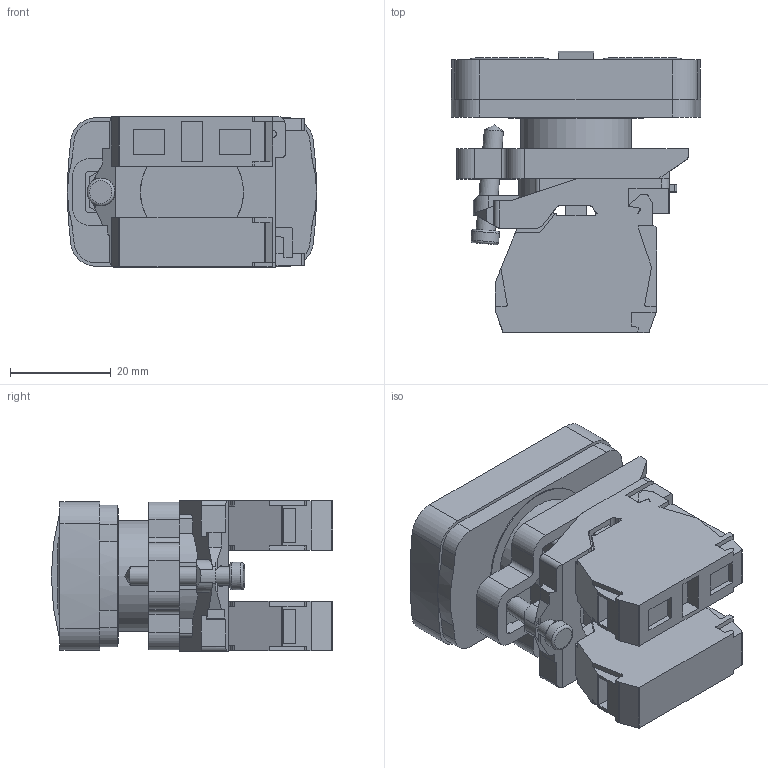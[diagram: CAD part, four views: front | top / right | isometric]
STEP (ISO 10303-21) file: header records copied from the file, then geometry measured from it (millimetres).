
FILE_DESCRIPTION(('STEP AP203'), '1');
FILE_NAME('MTB4-BL2633', '2025-03-18T10:24:12', (''), (''), 'C3D Converter', 'C3D Toolkit', '');
FILE_SCHEMA(('CONFIG_CONTROL_DESIGN'));
Length unit declared in the file: millimetre
Bounding box: 49.5 x 55.9 x 30 mm (x, y, z)
Volume: 41978.6 mm3; surface area: 17971.9 mm2
Topology: 2 solids, 3 shells, 519 faces, 1475 edges, 977 vertices
Faces by surface type: plane 338, cylinder 157, torus 12, bspline 8, cone 2, extrusion 2
Full cylindrical faces by diameter (mm): 1.5 x2, 3.8 x2, 5.5 x1, 17 x2, 17.2 x2, 20.5 x1, 22 x1, 26.8 x1
Entity records: 23867 total; most frequent: CARTESIAN_POINT 6207, ORIENTED_EDGE 2896, DIRECTION 2677, EDGE_CURVE 1448, VECTOR 1037, LINE 1035, VERTEX_POINT 974, AXIS2_PLACEMENT_3D 820
